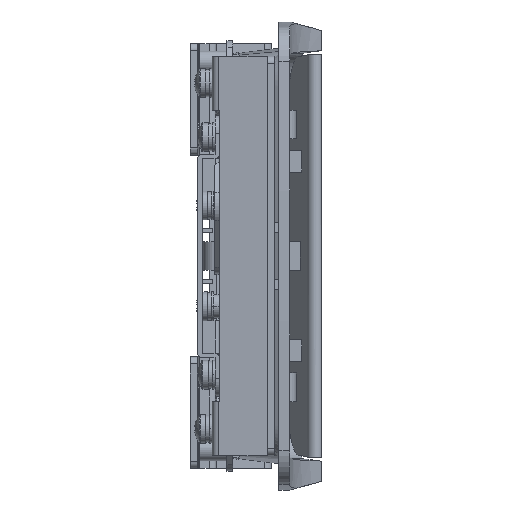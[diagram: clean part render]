
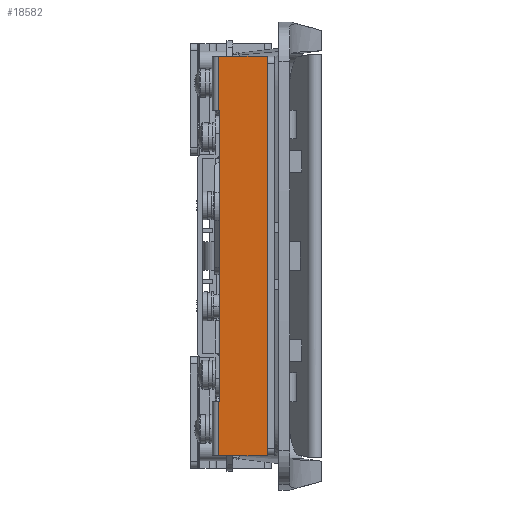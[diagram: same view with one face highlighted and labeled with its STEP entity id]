
A CAD part, front view. The second image highlights one B-rep face of the part: STEP entity #18582.
In plain terms, the highlighted face is planar.
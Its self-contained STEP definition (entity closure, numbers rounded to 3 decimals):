
#1994 = CARTESIAN_POINT ( 'NONE',  ( 8.992, 0.174, 40.5 ) ) ;
#1995 = CARTESIAN_POINT ( 'NONE',  ( 9., 0.087, 40.5 ) ) ;
#1996 = CARTESIAN_POINT ( 'NONE',  ( 8.992, 0.174, 55.5 ) ) ;
#1997 = CARTESIAN_POINT ( 'NONE',  ( 10.171, -13.3, 55.5 ) ) ;
#1998 = CARTESIAN_POINT ( 'NONE',  ( 10.171, -13.3, -55.5 ) ) ;
#1999 = CARTESIAN_POINT ( 'NONE',  ( 8.992, 0.174, -55.5 ) ) ;
#2000 = CARTESIAN_POINT ( 'NONE',  ( 8.992, 0.174, -40.5 ) ) ;
#2001 = CARTESIAN_POINT ( 'NONE',  ( 9., 0.087, -40.5 ) ) ;
#7389 = PLANE ( 'NONE',  #8727 ) ;
#7390 = CARTESIAN_POINT ( 'NONE',  ( 8.992, 0.174, 55.5 ) ) ;
#7391 = DIRECTION ( 'NONE',  ( -0.996, -0.087, 0. ) ) ;
#7392 = DIRECTION ( 'NONE',  ( 0.087, -0.996, 0. ) ) ;
#7600 = LINE ( 'NONE', #7601, #8855 ) ;
#7601 = CARTESIAN_POINT ( 'NONE',  ( 8.992, 0.174, 55.5 ) ) ;
#7602 = DIRECTION ( 'NONE',  ( 0., 0., -1. ) ) ;
#7603 = LINE ( 'NONE', #7604, #8856 ) ;
#7604 = CARTESIAN_POINT ( 'NONE',  ( 8.992, 0.174, 40.5 ) ) ;
#7605 = DIRECTION ( 'NONE',  ( 0.087, -0.996, 0. ) ) ;
#7606 = LINE ( 'NONE', #7607, #8857 ) ;
#7607 = CARTESIAN_POINT ( 'NONE',  ( 8.992, 0.174, 55.5 ) ) ;
#7608 = DIRECTION ( 'NONE',  ( -0.087, 0.996, 0. ) ) ;
#7609 = LINE ( 'NONE', #7610, #8858 ) ;
#7610 = CARTESIAN_POINT ( 'NONE',  ( 10.171, -13.3, 55.5 ) ) ;
#7611 = DIRECTION ( 'NONE',  ( 0., 0., -1. ) ) ;
#7612 = LINE ( 'NONE', #7613, #8859 ) ;
#7613 = CARTESIAN_POINT ( 'NONE',  ( 8.992, 0.174, -55.5 ) ) ;
#7614 = DIRECTION ( 'NONE',  ( -0.087, 0.996, 0. ) ) ;
#7615 = LINE ( 'NONE', #7616, #8861 ) ;
#7616 = CARTESIAN_POINT ( 'NONE',  ( 8.992, 0.174, 55.5 ) ) ;
#7617 = DIRECTION ( 'NONE',  ( 0., 0., -1. ) ) ;
#7618 = LINE ( 'NONE', #7619, #8862 ) ;
#7619 = CARTESIAN_POINT ( 'NONE',  ( 8.992, 0.174, -40.5 ) ) ;
#7620 = DIRECTION ( 'NONE',  ( -0.087, 0.996, 0. ) ) ;
#7621 = LINE ( 'NONE', #7622, #8864 ) ;
#7622 = CARTESIAN_POINT ( 'NONE',  ( 9., 0.087, 55.5 ) ) ;
#7623 = DIRECTION ( 'NONE',  ( 0., 0., -1. ) ) ;
#8724 = FACE_OUTER_BOUND ( 'NONE', #12998, .T. ) ;
#8727 = AXIS2_PLACEMENT_3D ( 'NONE', #7390, #7391, #7392 ) ;
#8855 = VECTOR ( 'NONE', #7602, 1000. ) ;
#8856 = VECTOR ( 'NONE', #7605, 1000. ) ;
#8857 = VECTOR ( 'NONE', #7608, 1000. ) ;
#8858 = VECTOR ( 'NONE', #7611, 1000. ) ;
#8859 = VECTOR ( 'NONE', #7614, 1000. ) ;
#8861 = VECTOR ( 'NONE', #7617, 1000. ) ;
#8862 = VECTOR ( 'NONE', #7620, 1000. ) ;
#8864 = VECTOR ( 'NONE', #7623, 1000. ) ;
#11373 = VERTEX_POINT ( 'NONE', #1994 ) ;
#11374 = VERTEX_POINT ( 'NONE', #1995 ) ;
#11375 = VERTEX_POINT ( 'NONE', #1996 ) ;
#11376 = VERTEX_POINT ( 'NONE', #1997 ) ;
#11377 = VERTEX_POINT ( 'NONE', #1998 ) ;
#11378 = VERTEX_POINT ( 'NONE', #1999 ) ;
#11379 = VERTEX_POINT ( 'NONE', #2000 ) ;
#11380 = VERTEX_POINT ( 'NONE', #2001 ) ;
#12998 = EDGE_LOOP ( 'NONE', ( #14909, #14911, #14910, #14912, #14913, #14914, #14915, #14916 ) ) ;
#14909 = ORIENTED_EDGE ( 'NONE', *, *, #18729, .F. ) ;
#14910 = ORIENTED_EDGE ( 'NONE', *, *, #18730, .F. ) ;
#14911 = ORIENTED_EDGE ( 'NONE', *, *, #18728, .F. ) ;
#14912 = ORIENTED_EDGE ( 'NONE', *, *, #18731, .T. ) ;
#14913 = ORIENTED_EDGE ( 'NONE', *, *, #18732, .T. ) ;
#14914 = ORIENTED_EDGE ( 'NONE', *, *, #18733, .F. ) ;
#14915 = ORIENTED_EDGE ( 'NONE', *, *, #18734, .F. ) ;
#14916 = ORIENTED_EDGE ( 'NONE', *, *, #18735, .F. ) ;
#18582 = ADVANCED_FACE ( 'NONE', ( #8724 ), #7389, .F. ) ;
#18728 = EDGE_CURVE ( 'NONE', #11375, #11373, #7600, .T. ) ;
#18729 = EDGE_CURVE ( 'NONE', #11373, #11374, #7603, .T. ) ;
#18730 = EDGE_CURVE ( 'NONE', #11376, #11375, #7606, .T. ) ;
#18731 = EDGE_CURVE ( 'NONE', #11376, #11377, #7609, .T. ) ;
#18732 = EDGE_CURVE ( 'NONE', #11377, #11378, #7612, .T. ) ;
#18733 = EDGE_CURVE ( 'NONE', #11379, #11378, #7615, .T. ) ;
#18734 = EDGE_CURVE ( 'NONE', #11380, #11379, #7618, .T. ) ;
#18735 = EDGE_CURVE ( 'NONE', #11374, #11380, #7621, .T. ) ;
